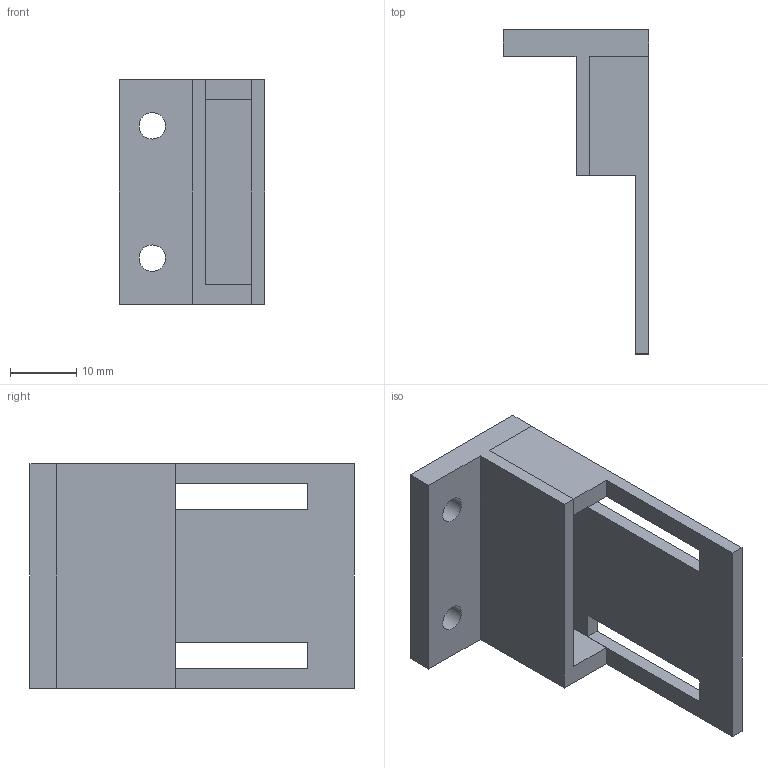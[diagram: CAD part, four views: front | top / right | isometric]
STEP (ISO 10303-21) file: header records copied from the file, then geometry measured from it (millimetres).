
FILE_DESCRIPTION(/* description */ (''),/* implementation_level */ '2;1');
FILE_NAME(/* name */ 'esp32-cam_holder_top v5.step',/* time_stamp */ '2020-12-13T17:17:40+08:00',/* author */ (''),/* organization */ (''),/* preprocessor_version */ 'ST-DEVELOPER v18.1',/* originating_system */ 'Autodesk Translation Framework v9.3.0.1241',/* authorisation */ '');
FILE_SCHEMA (('AUTOMOTIVE_DESIGN { 1 0 10303 214 3 1 1 }'));
Length unit declared in the file: millimetre
Products named in the file (1): esp32-cam_holder_top
Bounding box: 22 x 49 x 34 mm (x, y, z)
Volume: 7547.5 mm3; surface area: 7168.3 mm2
Topology: 2 solids, 2 shells, 44 faces, 122 edges, 81 vertices
Faces by surface type: plane 42, cylinder 2
Full cylindrical faces by diameter (mm): 4 x2
Entity records: 1430 total; most frequent: CARTESIAN_POINT 248, ORIENTED_EDGE 244, DIRECTION 216, EDGE_CURVE 122, LINE 118, VECTOR 118, VERTEX_POINT 81, EDGE_LOOP 51
